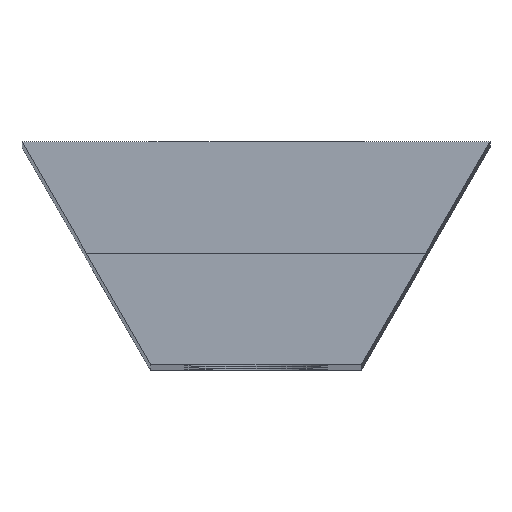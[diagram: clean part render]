
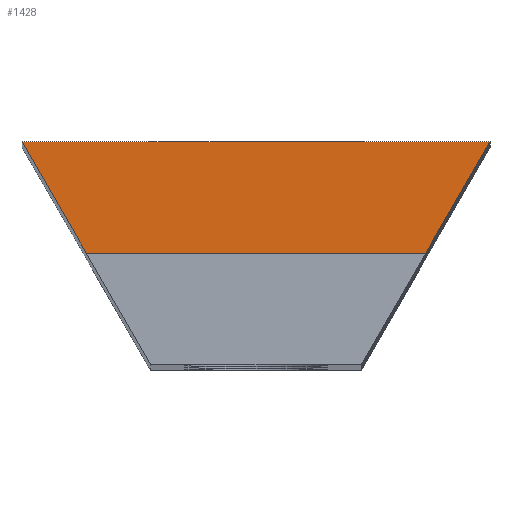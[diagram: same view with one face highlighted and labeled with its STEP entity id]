
A CAD part, top view. The second image highlights one B-rep face of the part: STEP entity #1428.
In plain terms, the highlighted planar face has unit normal (0, 0, 1).
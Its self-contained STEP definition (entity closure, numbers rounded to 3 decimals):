
#6 = ORIENTED_EDGE ( 'NONE', *, *, #1479, .T. ) ;
#57 = EDGE_LOOP ( 'NONE', ( #77, #6, #1375, #1301 ) ) ;
#77 = ORIENTED_EDGE ( 'NONE', *, *, #178, .T. ) ;
#178 = EDGE_CURVE ( 'NONE', #201, #1482, #220, .T. ) ;
#182 = PLANE ( 'NONE',  #1037 ) ;
#201 = VERTEX_POINT ( 'NONE', #1174 ) ;
#218 = FACE_OUTER_BOUND ( 'NONE', #57, .T. ) ;
#220 = LINE ( 'NONE', #873, #1672 ) ;
#299 = LINE ( 'NONE', #1503, #610 ) ;
#361 = CARTESIAN_POINT ( 'NONE',  ( 7.613, 5., 76.2 ) ) ;
#374 = CARTESIAN_POINT ( 'NONE',  ( 10.5, 5., 76.2 ) ) ;
#434 = DIRECTION ( 'NONE',  ( -1., 0., 0. ) ) ;
#439 = VECTOR ( 'NONE', #1545, 1000. ) ;
#489 = CARTESIAN_POINT ( 'NONE',  ( -7.613, 5., 76.2 ) ) ;
#580 = CARTESIAN_POINT ( 'NONE',  ( -10.5, 10., 76.2 ) ) ;
#610 = VECTOR ( 'NONE', #1357, 1000. ) ;
#790 = LINE ( 'NONE', #1484, #439 ) ;
#799 = VERTEX_POINT ( 'NONE', #489 ) ;
#873 = CARTESIAN_POINT ( 'NONE',  ( 10.5, 10., 76.2 ) ) ;
#923 = EDGE_CURVE ( 'NONE', #1144, #201, #790, .T. ) ;
#1037 = AXIS2_PLACEMENT_3D ( 'NONE', #374, #1338, #434 ) ;
#1100 = EDGE_CURVE ( 'NONE', #1144, #799, #1389, .T. ) ;
#1144 = VERTEX_POINT ( 'NONE', #361 ) ;
#1174 = CARTESIAN_POINT ( 'NONE',  ( 10.5, 10., 76.2 ) ) ;
#1301 = ORIENTED_EDGE ( 'NONE', *, *, #923, .T. ) ;
#1338 = DIRECTION ( 'NONE',  ( 0., 0., -1. ) ) ;
#1345 = CARTESIAN_POINT ( 'NONE',  ( 10.5, 5., 76.2 ) ) ;
#1357 = DIRECTION ( 'NONE',  ( 0.5, -0.866, 0. ) ) ;
#1375 = ORIENTED_EDGE ( 'NONE', *, *, #1100, .F. ) ;
#1389 = LINE ( 'NONE', #1345, #1727 ) ;
#1428 = ADVANCED_FACE ( 'NONE', ( #218 ), #182, .F. ) ;
#1479 = EDGE_CURVE ( 'NONE', #1482, #799, #299, .T. ) ;
#1482 = VERTEX_POINT ( 'NONE', #580 ) ;
#1484 = CARTESIAN_POINT ( 'NONE',  ( 10.5, 10., 76.2 ) ) ;
#1503 = CARTESIAN_POINT ( 'NONE',  ( -4.726, 0., 76.2 ) ) ;
#1538 = DIRECTION ( 'NONE',  ( -1., 0., 0. ) ) ;
#1545 = DIRECTION ( 'NONE',  ( 0.5, 0.866, 0. ) ) ;
#1633 = DIRECTION ( 'NONE',  ( -1., 0., 0. ) ) ;
#1672 = VECTOR ( 'NONE', #1538, 1000. ) ;
#1727 = VECTOR ( 'NONE', #1633, 1000. ) ;
